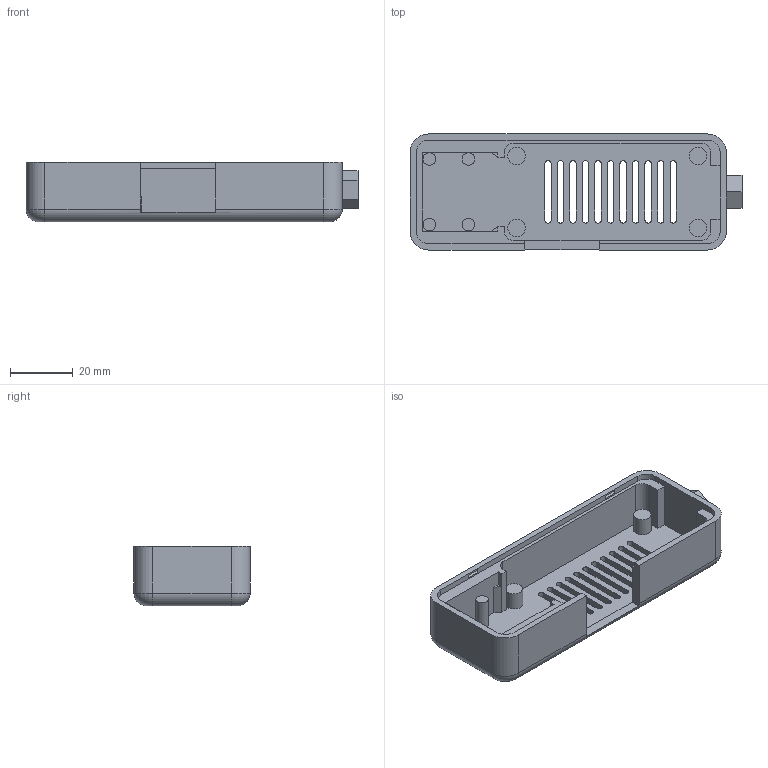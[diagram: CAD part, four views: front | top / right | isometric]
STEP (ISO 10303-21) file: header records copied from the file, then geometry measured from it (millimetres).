
FILE_DESCRIPTION(('HOOPS Exchange Step'),'2;1');
FILE_NAME('temp_export.step','2019-06-21T18:20:35+02:00',('mobile'),('Shapr3D Limited'),'HOOPS Exchange 2018.1','Shapr3D','Authorized');
FILE_SCHEMA( ('AP203_CONFIGURATION_CONTROLLED_3D_DESIGN_OF_MECHANICAL_PARTS_AND_ASSEMBLIES_MIM_LF') );
Length unit declared in the file: millimetre
Products named in the file (1): temp_export.x_b
Bounding box: 106.1 x 37.1 x 19 mm (x, y, z)
Volume: 21727.7 mm3; surface area: 17427.6 mm2
Topology: 3 solids, 3 shells, 148 faces, 380 edges, 249 vertices
Faces by surface type: plane 94, cylinder 47, torus 4, bspline 3
Full cylindrical faces by diameter (mm): 4 x4, 5.6 x4, 6.8 x1
Entity records: 6352 total; most frequent: CARTESIAN_POINT 2615, DIRECTION 763, ORIENTED_EDGE 760, EDGE_CURVE 380, VECTOR 267, LINE 267, VERTEX_POINT 249, AXIS2_PLACEMENT_3D 248
